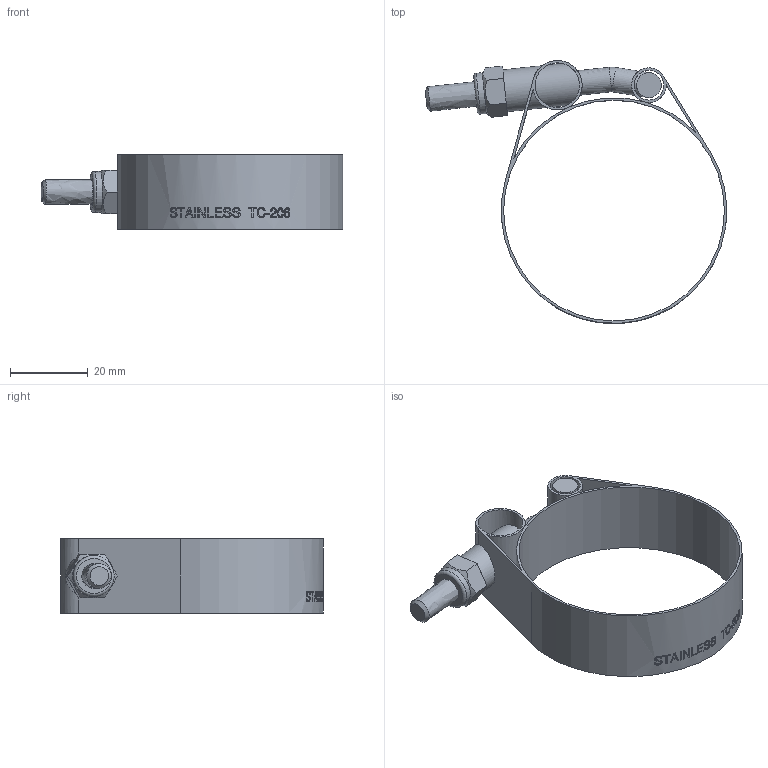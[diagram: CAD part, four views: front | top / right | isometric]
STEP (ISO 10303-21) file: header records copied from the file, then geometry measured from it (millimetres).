
FILE_DESCRIPTION(/* description */ ('2 1/16" - 2 3/8" T-Bolt Clamp'),/* implementation_level */ '2;1');
FILE_NAME(/* name */ 'TC206.stp',/* time_stamp */ '2018-10-29T15:26:25-04:00',/* author */ ('DLC'),/* organization */ (''),/* preprocessor_version */ 'ST-DEVELOPER v17',/* originating_system */ 'Autodesk Inventor 2018',/* authorisation */ '');
FILE_SCHEMA (('AUTOMOTIVE_DESIGN { 1 0 10303 214 3 1 1 }'));
Length unit declared in the file: inch
Products named in the file (1): TC206
Bounding box: 77.38 x 67.46 x 19.05 mm (x, y, z)
Volume: 7187.6 mm3; surface area: 12568.2 mm2
Topology: 1 solids, 1 shells, 234 faces, 633 edges, 417 vertices
Faces by surface type: bspline 111, plane 87, cylinder 34, torus 1, cone 1
Full cylindrical faces by diameter (mm): 6.35 x1, 7.62 x1, 10.541 x1, 10.795 x2, 11.43 x1, 56.642 x1
Entity records: 23389 total; most frequent: CARTESIAN_POINT 18284, ORIENTED_EDGE 1268, DIRECTION 667, EDGE_CURVE 634, VERTEX_POINT 417, B_SPLINE_CURVE_WITH_KNOTS 295, EDGE_LOOP 265, LINE 245
